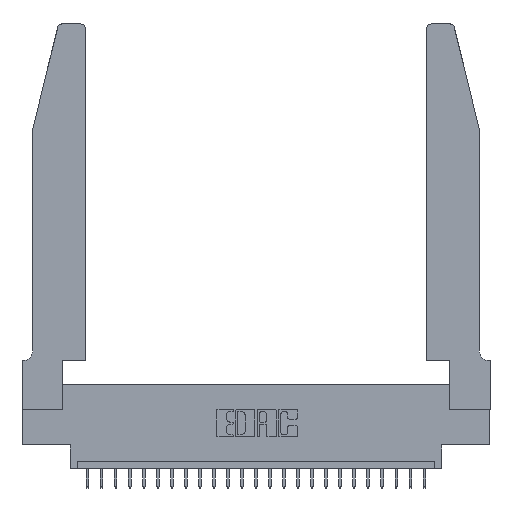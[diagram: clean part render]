
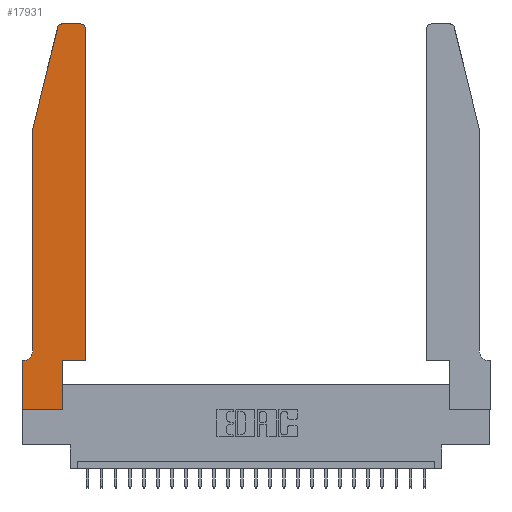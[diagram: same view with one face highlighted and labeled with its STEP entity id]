
A CAD part, top view. The second image highlights one B-rep face of the part: STEP entity #17931.
In plain terms, the highlighted planar face has unit normal (0, 0, 1).
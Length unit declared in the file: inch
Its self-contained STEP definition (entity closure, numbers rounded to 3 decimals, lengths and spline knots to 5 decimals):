
#99 = ORIENTED_EDGE ( 'NONE', *, *, #9440, .T. ) ;
#220 = DIRECTION ( 'NONE',  ( -1., 0., 0. ) ) ;
#279 = EDGE_CURVE ( 'NONE', #20198, #8144, #20980, .T. ) ;
#358 = CARTESIAN_POINT ( 'NONE',  ( 0.284, 2.75, 0.37 ) ) ;
#965 = LINE ( 'NONE', #22939, #22914 ) ;
#1670 = CARTESIAN_POINT ( 'NONE',  ( 0., 0.35, 0.37 ) ) ;
#2276 = DIRECTION ( 'NONE',  ( 1., 0., 0. ) ) ;
#2339 = DIRECTION ( 'NONE',  ( 1., 0., 0. ) ) ;
#2651 = EDGE_CURVE ( 'NONE', #4726, #21934, #8521, .T. ) ;
#2664 = DIRECTION ( 'NONE',  ( 0., 0., 1. ) ) ;
#2689 = CIRCLE ( 'NONE', #9837, 0.03 ) ;
#3164 = VECTOR ( 'NONE', #10620, 39.37008 ) ;
#3627 = PLANE ( 'NONE',  #15713 ) ;
#3927 = DIRECTION ( 'NONE',  ( -1., 0., 0. ) ) ;
#3970 = CARTESIAN_POINT ( 'NONE',  ( 0.0055, 0.35, 0.37 ) ) ;
#4642 = VECTOR ( 'NONE', #19682, 39.37008 ) ;
#4726 = VERTEX_POINT ( 'NONE', #9388 ) ;
#4772 = DIRECTION ( 'NONE',  ( 0., 0., 1. ) ) ;
#4919 = DIRECTION ( 'NONE',  ( 0., 1., 0. ) ) ;
#6197 = VERTEX_POINT ( 'NONE', #3970 ) ;
#7135 = ORIENTED_EDGE ( 'NONE', *, *, #19338, .T. ) ;
#8144 = VERTEX_POINT ( 'NONE', #9510 ) ;
#8521 = LINE ( 'NONE', #12493, #3164 ) ;
#8745 = ORIENTED_EDGE ( 'NONE', *, *, #279, .T. ) ;
#8990 = CARTESIAN_POINT ( 'NONE',  ( 0.4505, 0.35, 0.37 ) ) ;
#9346 = CARTESIAN_POINT ( 'NONE',  ( 0.25487, 2.72718, 0.37 ) ) ;
#9388 = CARTESIAN_POINT ( 'NONE',  ( 0.2865, 0.35, 0.37 ) ) ;
#9440 = EDGE_CURVE ( 'NONE', #25928, #21881, #23755, .T. ) ;
#9510 = CARTESIAN_POINT ( 'NONE',  ( 0.0755, 2., 0.37 ) ) ;
#9685 = ORIENTED_EDGE ( 'NONE', *, *, #12822, .T. ) ;
#9837 = AXIS2_PLACEMENT_3D ( 'NONE', #16229, #4772, #22803 ) ;
#10620 = DIRECTION ( 'NONE',  ( 1., 0., 0. ) ) ;
#11012 = VECTOR ( 'NONE', #3927, 39.37008 ) ;
#11130 = LINE ( 'NONE', #19306, #11283 ) ;
#11283 = VECTOR ( 'NONE', #15585, 39.37008 ) ;
#11491 = DIRECTION ( 'NONE',  ( -0.239, -0.971, 0. ) ) ;
#11514 = VERTEX_POINT ( 'NONE', #1670 ) ;
#11644 = EDGE_CURVE ( 'NONE', #6197, #11514, #22472, .T. ) ;
#11950 = CIRCLE ( 'NONE', #15744, 0.07 ) ;
#12087 = CARTESIAN_POINT ( 'NONE',  ( 0.4205, 2.72, 0.37 ) ) ;
#12493 = CARTESIAN_POINT ( 'NONE',  ( 0.4505, 0.35, 0.37 ) ) ;
#12822 = EDGE_CURVE ( 'NONE', #13635, #24950, #20510, .T. ) ;
#12986 = VERTEX_POINT ( 'NONE', #17202 ) ;
#13093 = CARTESIAN_POINT ( 'NONE',  ( 0.2865, 0., 0.37 ) ) ;
#13627 = EDGE_LOOP ( 'NONE', ( #9685, #24606, #8745, #13954, #23486, #18476, #19086, #99, #7135, #20743, #19889, #16970 ) ) ;
#13635 = VERTEX_POINT ( 'NONE', #21183 ) ;
#13740 = DIRECTION ( 'NONE',  ( 0., 1., 0. ) ) ;
#13744 = CARTESIAN_POINT ( 'NONE',  ( 0., 0., 0.37 ) ) ;
#13864 = CARTESIAN_POINT ( 'NONE',  ( 0.4505, 0.35, 0.37 ) ) ;
#13954 = ORIENTED_EDGE ( 'NONE', *, *, #21158, .T. ) ;
#14066 = VECTOR ( 'NONE', #13740, 39.37008 ) ;
#14323 = VECTOR ( 'NONE', #220, 39.37008 ) ;
#15236 = CARTESIAN_POINT ( 'NONE',  ( 0.0055, 0.42, 0.37 ) ) ;
#15585 = DIRECTION ( 'NONE',  ( 0., -1., 0. ) ) ;
#15598 = FACE_OUTER_BOUND ( 'NONE', #13627, .T. ) ;
#15635 = DIRECTION ( 'NONE',  ( 0., 0., -1. ) ) ;
#15713 = AXIS2_PLACEMENT_3D ( 'NONE', #19702, #2664, #2276 ) ;
#15744 = AXIS2_PLACEMENT_3D ( 'NONE', #15236, #15635, #21418 ) ;
#15842 = LINE ( 'NONE', #13864, #14066 ) ;
#16229 = CARTESIAN_POINT ( 'NONE',  ( 0.284, 2.72, 0.37 ) ) ;
#16787 = CARTESIAN_POINT ( 'NONE',  ( 0.0755, 2., 0.37 ) ) ;
#16970 = ORIENTED_EDGE ( 'NONE', *, *, #17235, .T. ) ;
#17202 = CARTESIAN_POINT ( 'NONE',  ( 0.0755, 0.42, 0.37 ) ) ;
#17235 = EDGE_CURVE ( 'NONE', #24041, #13635, #18666, .T. ) ;
#17903 = VECTOR ( 'NONE', #11491, 39.37008 ) ;
#17931 = ADVANCED_FACE ( 'NONE', ( #15598 ), #3627, .T. ) ;
#17997 = EDGE_CURVE ( 'NONE', #24950, #20198, #2689, .T. ) ;
#18152 = CARTESIAN_POINT ( 'NONE',  ( 0.0755, 0.35, 0.37 ) ) ;
#18160 = CARTESIAN_POINT ( 'NONE',  ( 0.2605, 2.75, 0.37 ) ) ;
#18476 = ORIENTED_EDGE ( 'NONE', *, *, #11644, .T. ) ;
#18666 = CIRCLE ( 'NONE', #22430, 0.03 ) ;
#18780 = LINE ( 'NONE', #16787, #25435 ) ;
#19086 = ORIENTED_EDGE ( 'NONE', *, *, #25383, .T. ) ;
#19295 = DIRECTION ( 'NONE',  ( 0., -1., 0. ) ) ;
#19306 = CARTESIAN_POINT ( 'NONE',  ( 0., 0., 0.37 ) ) ;
#19338 = EDGE_CURVE ( 'NONE', #21881, #4726, #965, .T. ) ;
#19682 = DIRECTION ( 'NONE',  ( 1., 0., 0. ) ) ;
#19702 = CARTESIAN_POINT ( 'NONE',  ( 0., 0.35, 0.37 ) ) ;
#19889 = ORIENTED_EDGE ( 'NONE', *, *, #21211, .T. ) ;
#20198 = VERTEX_POINT ( 'NONE', #9346 ) ;
#20447 = EDGE_CURVE ( 'NONE', #12986, #6197, #11950, .T. ) ;
#20510 = LINE ( 'NONE', #18160, #14323 ) ;
#20743 = ORIENTED_EDGE ( 'NONE', *, *, #2651, .T. ) ;
#20980 = LINE ( 'NONE', #25464, #17903 ) ;
#21158 = EDGE_CURVE ( 'NONE', #8144, #12986, #18780, .T. ) ;
#21183 = CARTESIAN_POINT ( 'NONE',  ( 0.4205, 2.75, 0.37 ) ) ;
#21211 = EDGE_CURVE ( 'NONE', #21934, #24041, #15842, .T. ) ;
#21418 = DIRECTION ( 'NONE',  ( -1., 0., 0. ) ) ;
#21668 = CARTESIAN_POINT ( 'NONE',  ( 0., 0., 0.37 ) ) ;
#21881 = VERTEX_POINT ( 'NONE', #13093 ) ;
#21934 = VERTEX_POINT ( 'NONE', #8990 ) ;
#22430 = AXIS2_PLACEMENT_3D ( 'NONE', #12087, #24597, #2339 ) ;
#22472 = LINE ( 'NONE', #18152, #11012 ) ;
#22803 = DIRECTION ( 'NONE',  ( 1., 0., 0. ) ) ;
#22914 = VECTOR ( 'NONE', #4919, 39.37008 ) ;
#22939 = CARTESIAN_POINT ( 'NONE',  ( 0.2865, 0.35, 0.37 ) ) ;
#23486 = ORIENTED_EDGE ( 'NONE', *, *, #20447, .T. ) ;
#23755 = LINE ( 'NONE', #13744, #4642 ) ;
#24041 = VERTEX_POINT ( 'NONE', #24709 ) ;
#24597 = DIRECTION ( 'NONE',  ( 0., 0., 1. ) ) ;
#24606 = ORIENTED_EDGE ( 'NONE', *, *, #17997, .T. ) ;
#24709 = CARTESIAN_POINT ( 'NONE',  ( 0.4505, 2.72, 0.37 ) ) ;
#24950 = VERTEX_POINT ( 'NONE', #358 ) ;
#25383 = EDGE_CURVE ( 'NONE', #11514, #25928, #11130, .T. ) ;
#25435 = VECTOR ( 'NONE', #19295, 39.37008 ) ;
#25464 = CARTESIAN_POINT ( 'NONE',  ( 0.0755, 2., 0.37 ) ) ;
#25928 = VERTEX_POINT ( 'NONE', #21668 ) ;
